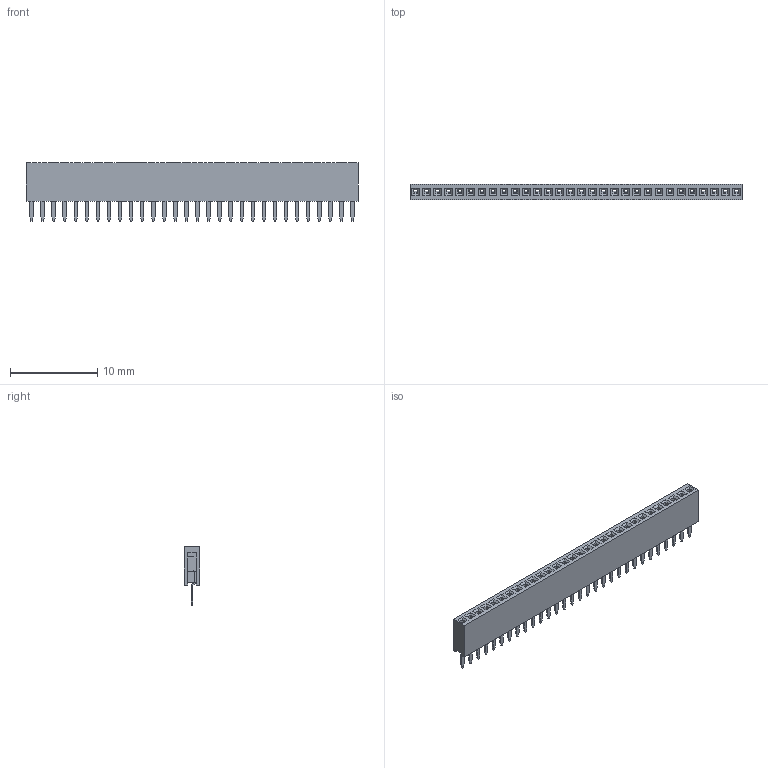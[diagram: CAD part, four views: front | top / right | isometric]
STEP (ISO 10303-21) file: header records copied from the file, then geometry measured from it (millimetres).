
FILE_DESCRIPTION(('STEP AP214'), '1');
FILE_NAME('PBS1.27', '', ('UNSPECIFIED'), ('UNSPECIFIED'), 'ASCON STEP Converter 1.6', 'ASCON Math Kernel', '');
FILE_SCHEMA(('AUTOMOTIVE_DESIGN { 1 0 10303 214 3 1 1}'));
Length unit declared in the file: millimetre
Bounding box: 38.1 x 1.8 x 6.7 mm (x, y, z)
Volume: 216.2 mm3; surface area: 1510.9 mm2
Topology: 31 solids, 31 shells, 1870 faces, 4944 edges, 3136 vertices
Faces by surface type: plane 1600, cylinder 270
Entity records: 71808 total; most frequent: CARTESIAN_POINT 9951, ORIENTED_EDGE 9888, DIRECTION 9226, EDGE_CURVE 4944, LINE 4404, VECTOR 4404, VERTEX_POINT 3136, AXIS2_PLACEMENT_3D 2411
